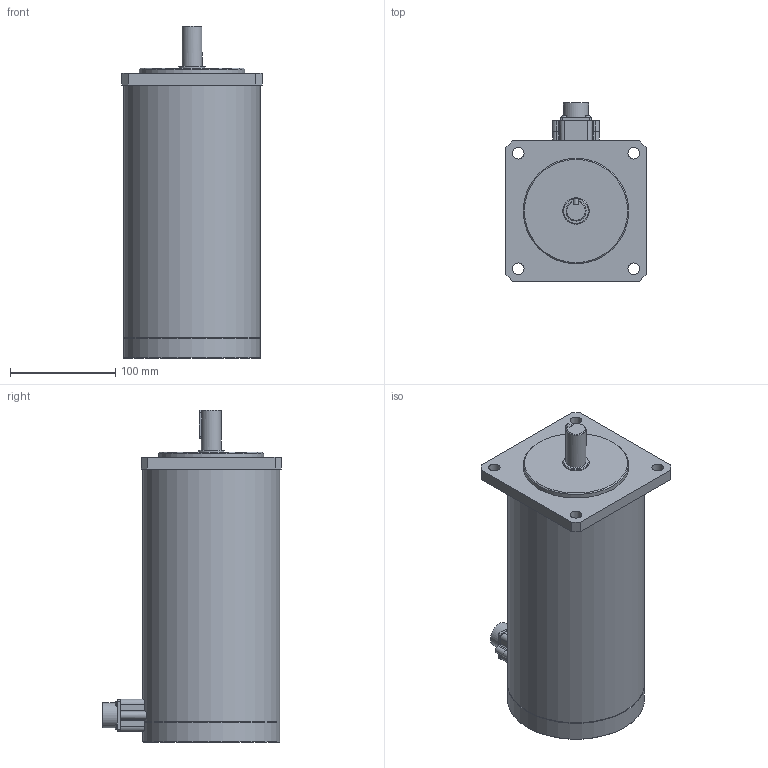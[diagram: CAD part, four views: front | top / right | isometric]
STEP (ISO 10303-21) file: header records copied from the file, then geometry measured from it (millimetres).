
FILE_DESCRIPTION (( 'STEP AP214' ), '1' );
FILE_NAME ('MST513.STEP', '2022-02-08T14:44:50', ( '' ), ( '' ), 'SwSTEP 2.0', 'SolidWorks 2020', '' );
FILE_SCHEMA (( 'AUTOMOTIVE_DESIGN' ));
Length unit declared in the file: millimetre
Products named in the file (1): MST513
Bounding box: 133 x 169.5 x 315 mm (x, y, z)
Volume: 3693260.3 mm3; surface area: 160969.7 mm2
Topology: 2 solids, 2 shells, 121 faces, 270 edges, 171 vertices
Faces by surface type: plane 60, cylinder 44, torus 11, cone 6
Full cylindrical faces by diameter (mm): 2.5 x5, 5 x4, 5.5 x2, 11 x4, 18 x1, 19 x1, 23.9 x1, 25 x1, 46 x1, 100 x1, 130 x2
Entity records: 3679 total; most frequent: CARTESIAN_POINT 728, DIRECTION 565, ORIENTED_EDGE 462, EDGE_CURVE 231, AXIS2_PLACEMENT_3D 227, EDGE_LOOP 183, VERTEX_POINT 168, FACE_OUTER_BOUND 152
